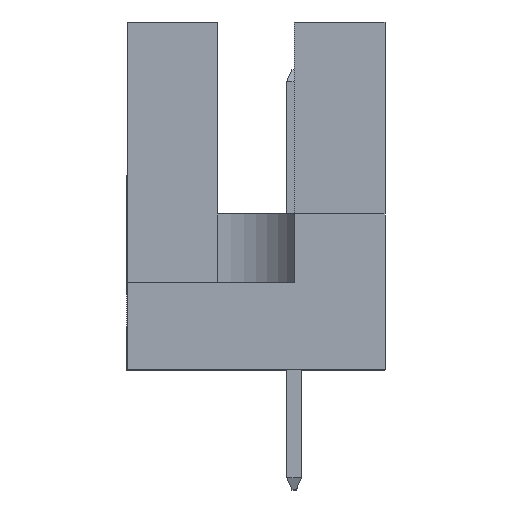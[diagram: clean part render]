
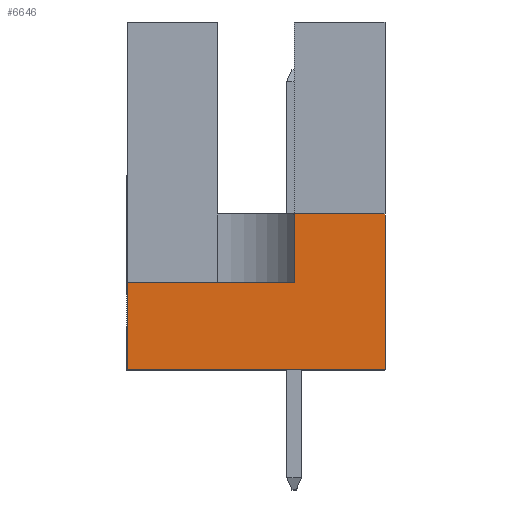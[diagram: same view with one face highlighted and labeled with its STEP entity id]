
A CAD part, left-side view. The second image highlights one B-rep face of the part: STEP entity #6646.
In plain terms, the highlighted planar face has unit normal (-1, 0, 0).
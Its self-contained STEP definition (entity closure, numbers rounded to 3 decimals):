
#45 = EDGE_CURVE ( 'NONE', #10962, #5093, #11308, .T. ) ;
#429 = CARTESIAN_POINT ( 'NONE',  ( -47.5, 4.3, 0. ) ) ;
#1358 = DIRECTION ( 'NONE',  ( 0., -1., 0. ) ) ;
#1449 = EDGE_LOOP ( 'NONE', ( #5168, #1565, #3346, #9331, #4796, #10627 ) ) ;
#1557 = DIRECTION ( 'NONE',  ( 0., 1., 0. ) ) ;
#1565 = ORIENTED_EDGE ( 'NONE', *, *, #45, .T. ) ;
#1839 = DIRECTION ( 'NONE',  ( 0., 0., -1. ) ) ;
#1848 = VERTEX_POINT ( 'NONE', #2232 ) ;
#2034 = CARTESIAN_POINT ( 'NONE',  ( -47.5, -4.3, 11.6 ) ) ;
#2232 = CARTESIAN_POINT ( 'NONE',  ( -47.5, 4.3, 2.9 ) ) ;
#2883 = LINE ( 'NONE', #9869, #10787 ) ;
#2922 = EDGE_CURVE ( 'NONE', #10962, #4364, #2883, .T. ) ;
#3346 = ORIENTED_EDGE ( 'NONE', *, *, #7807, .T. ) ;
#3373 = VECTOR ( 'NONE', #4325, 1000. ) ;
#3779 = CARTESIAN_POINT ( 'NONE',  ( -47.5, -1.27, 2.9 ) ) ;
#4032 = CARTESIAN_POINT ( 'NONE',  ( -47.5, 4.3, 2.9 ) ) ;
#4320 = CARTESIAN_POINT ( 'NONE',  ( -47.5, -4.3, 5.2 ) ) ;
#4325 = DIRECTION ( 'NONE',  ( 0., 0., -1. ) ) ;
#4364 = VERTEX_POINT ( 'NONE', #4320 ) ;
#4763 = VECTOR ( 'NONE', #1839, 1000. ) ;
#4788 = LINE ( 'NONE', #2034, #8859 ) ;
#4796 = ORIENTED_EDGE ( 'NONE', *, *, #10106, .T. ) ;
#5093 = VERTEX_POINT ( 'NONE', #3779 ) ;
#5168 = ORIENTED_EDGE ( 'NONE', *, *, #2922, .F. ) ;
#5188 = VERTEX_POINT ( 'NONE', #9035 ) ;
#5322 = DIRECTION ( 'NONE',  ( 0., 0., -1. ) ) ;
#6359 = PLANE ( 'NONE',  #10517 ) ;
#6646 = ADVANCED_FACE ( 'NONE', ( #8007 ), #6359, .F. ) ;
#6692 = CARTESIAN_POINT ( 'NONE',  ( -47.5, -1.27, 5.2 ) ) ;
#6894 = CARTESIAN_POINT ( 'NONE',  ( -47.5, 4.3, 11.6 ) ) ;
#7042 = CARTESIAN_POINT ( 'NONE',  ( -47.5, 4.3, 11.6 ) ) ;
#7350 = DIRECTION ( 'NONE',  ( 0., -1., 0. ) ) ;
#7363 = DIRECTION ( 'NONE',  ( 0., 0., -1. ) ) ;
#7807 = EDGE_CURVE ( 'NONE', #5093, #1848, #9463, .T. ) ;
#7912 = CARTESIAN_POINT ( 'NONE',  ( -47.5, -1.27, 19.02 ) ) ;
#7967 = VECTOR ( 'NONE', #1358, 1000. ) ;
#8007 = FACE_OUTER_BOUND ( 'NONE', #1449, .T. ) ;
#8578 = VERTEX_POINT ( 'NONE', #429 ) ;
#8859 = VECTOR ( 'NONE', #7363, 1000. ) ;
#9035 = CARTESIAN_POINT ( 'NONE',  ( -47.5, -4.3, 0. ) ) ;
#9190 = EDGE_CURVE ( 'NONE', #1848, #8578, #9528, .T. ) ;
#9210 = CARTESIAN_POINT ( 'NONE',  ( -47.5, 4.3, 0. ) ) ;
#9331 = ORIENTED_EDGE ( 'NONE', *, *, #9190, .T. ) ;
#9463 = LINE ( 'NONE', #4032, #9603 ) ;
#9528 = LINE ( 'NONE', #6894, #3373 ) ;
#9603 = VECTOR ( 'NONE', #1557, 1000. ) ;
#9675 = DIRECTION ( 'NONE',  ( 1., 0., 0. ) ) ;
#9869 = CARTESIAN_POINT ( 'NONE',  ( -47.5, 4.3, 5.2 ) ) ;
#10106 = EDGE_CURVE ( 'NONE', #8578, #5188, #10997, .T. ) ;
#10517 = AXIS2_PLACEMENT_3D ( 'NONE', #7042, #9675, #5322 ) ;
#10627 = ORIENTED_EDGE ( 'NONE', *, *, #11240, .F. ) ;
#10787 = VECTOR ( 'NONE', #7350, 1000. ) ;
#10962 = VERTEX_POINT ( 'NONE', #6692 ) ;
#10997 = LINE ( 'NONE', #9210, #7967 ) ;
#11240 = EDGE_CURVE ( 'NONE', #4364, #5188, #4788, .T. ) ;
#11308 = LINE ( 'NONE', #7912, #4763 ) ;
